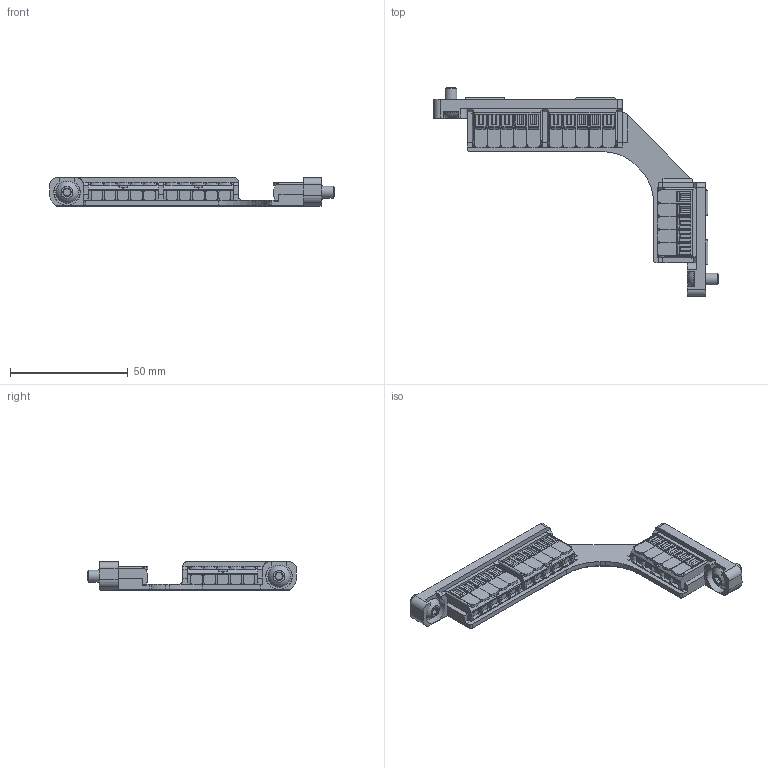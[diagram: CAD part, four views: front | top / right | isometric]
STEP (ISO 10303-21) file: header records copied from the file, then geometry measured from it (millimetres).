
FILE_DESCRIPTION(/* description */ (''),/* implementation_level */ '2;1');
FILE_NAME(/* name */ 'Wago_221-415_Corner_Mount.step',/* time_stamp */ '2023-05-16T22:17:21-07:00',/* author */ (''),/* organization */ (''),/* preprocessor_version */ 'ST-DEVELOPER v19.2',/* originating_system */ 'Autodesk Translation Framework v12.4.0.73',/* authorisation */ '');
FILE_SCHEMA (('AUTOMOTIVE_DESIGN { 1 0 10303 214 3 1 1 }'));
Length unit declared in the file: millimetre
Products named in the file (6): 3x WAGO_221-415_mount; 221-415; 221-415 (2); 221-415 (1); M5x10 BHCS (55); M5x10 BHCS (54)
Assembly tree (5 placements, depth 2):
  3x WAGO_221-415_mount
    221-415
    221-415 (2)
    221-415 (1)
    M5x10 BHCS (55)
    M5x10 BHCS (54)
Bounding box: 120.99 x 88.73 x 12.2 mm (x, y, z)
Volume: 23876.5 mm3; surface area: 19019.8 mm2
Topology: 6 solids, 6 shells, 869 faces, 2447 edges, 1598 vertices
Faces by surface type: plane 565, cylinder 280, cone 22, sphere 2
Full cylindrical faces by diameter (mm): 5 x2, 5.25 x2, 9.5 x2
Entity records: 29001 total; most frequent: CARTESIAN_POINT 5801, ORIENTED_EDGE 4890, DIRECTION 4723, EDGE_CURVE 2445, LINE 1697, VECTOR 1697, VERTEX_POINT 1598, AXIS2_PLACEMENT_3D 1513
